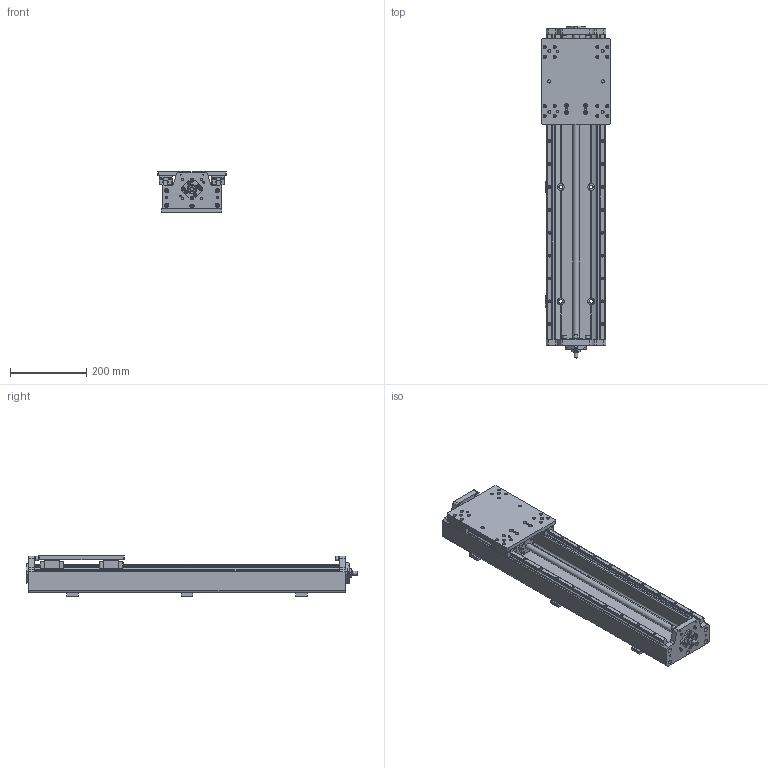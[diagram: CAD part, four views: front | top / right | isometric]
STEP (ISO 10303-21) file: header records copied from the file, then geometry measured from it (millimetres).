
FILE_DESCRIPTION((''),'2;1');
FILE_NAME('KK-HD-180-15-16XX-0800.stp','2009-03-21T10:16:07',('kurt'),(''),'Autodesk Inventor 2008','Autodesk Inventor 2008','');
FILE_SCHEMA(('AUTOMOTIVE_DESIGN { 1 0 10303 214 1 1 1 1 }'));
Length unit declared in the file: millimetre
Products named in the file (1): Part20
Bounding box: 180 x 870.5 x 105 mm (x, y, z)
Volume: 5167338 mm3; surface area: 739587.4 mm2
Topology: 1 solids, 19 shells, 2544 faces, 6953 edges, 4603 vertices
Faces by surface type: plane 1566, bspline 435, cylinder 409, cone 118, torus 16
Full cylindrical faces by diameter (mm): 2.459 x4, 3 x5, 3.242 x34, 3.5 x4, 3.6 x1, 4 x18, 4.134 x10, 4.5 x50, 4.917 x11, 5.5 x14, 6 x12, 6.6 x14, 7.5 x26, 8 x28, 8.376 x6, 9.5 x4, 9.6 x1, 10 x8, 10.106 x6, 11 x18, 12 x1, 15 x1, 15.12 x4, 15.36 x2, 16 x3, 17 x1, 18 x6, 20.88 x4, 24 x2, 26 x2
Entity records: 87871 total; most frequent: CARTESIAN_POINT 25159, ORIENTED_EDGE 12810, DIRECTION 10682, EDGE_CURVE 6405, VECTOR 4524, LINE 4524, VERTEX_POINT 4465, EDGE_LOOP 3296
